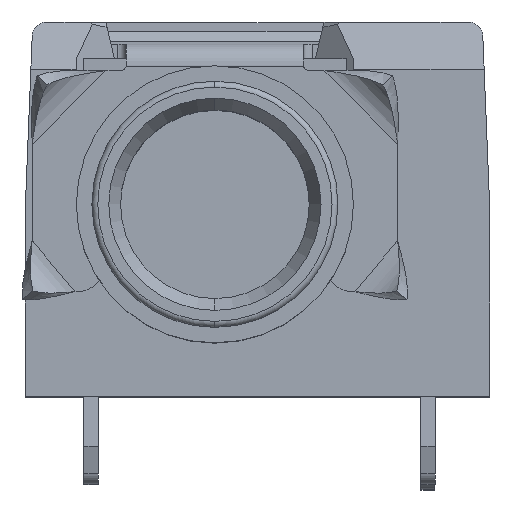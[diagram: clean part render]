
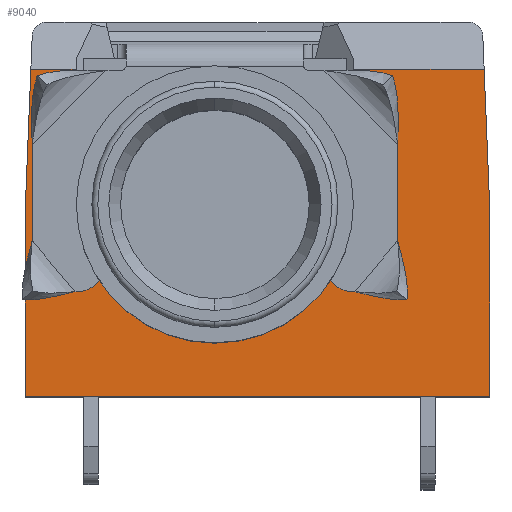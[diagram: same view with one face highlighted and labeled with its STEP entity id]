
A CAD part, top view. The second image highlights one B-rep face of the part: STEP entity #9040.
In plain terms, the highlighted planar face has unit normal (0, 0, 1).
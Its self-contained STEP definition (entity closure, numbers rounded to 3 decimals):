
#22=CARTESIAN_POINT('',(-4.665,-2.05,0.));
#23=DIRECTION('',(0.,0.,1.));
#24=DIRECTION('',(0.,-1.,0.));
#25=AXIS2_PLACEMENT_3D('',#22,#23,#24);
#27=DIRECTION('',(-0.287,-0.958,0.));
#28=VECTOR('',#27,0.792);
#29=CARTESIAN_POINT('',(-3.575,-1.55,0.));
#30=LINE('',#29,#28);
#31=DIRECTION('',(0.,1.,0.));
#32=VECTOR('',#31,0.504);
#33=CARTESIAN_POINT('',(-3.575,-1.55,0.));
#34=LINE('',#33,#32);
#35=DIRECTION('',(0.,1.,0.));
#36=VECTOR('',#35,0.504);
#37=CARTESIAN_POINT('',(3.575,-1.55,0.));
#38=LINE('',#37,#36);
#39=DIRECTION('',(-0.287,0.958,0.));
#40=VECTOR('',#39,0.792);
#41=CARTESIAN_POINT('',(3.803,-2.309,0.));
#42=LINE('',#41,#40);
#43=CARTESIAN_POINT('',(4.665,-2.05,0.));
#44=DIRECTION('',(0.,0.,1.));
#45=DIRECTION('',(-0.958,-0.287,0.));
#46=AXIS2_PLACEMENT_3D('',#43,#44,#45);
#48=DIRECTION('',(-1.,0.,0.));
#49=VECTOR('',#48,0.085);
#50=CARTESIAN_POINT('',(4.75,-2.95,0.));
#51=LINE('',#50,#49);
#52=DIRECTION('',(0.643,0.766,0.));
#53=VECTOR('',#52,2.256);
#54=CARTESIAN_POINT('',(4.75,-2.95,0.));
#55=LINE('',#54,#53);
#56=DIRECTION('',(0.,1.,0.));
#57=VECTOR('',#56,3.272);
#58=CARTESIAN_POINT('',(6.2,-1.222,0.));
#59=LINE('',#58,#57);
#60=DIRECTION('',(-0.707,0.707,0.));
#61=VECTOR('',#60,2.104);
#62=CARTESIAN_POINT('',(6.2,2.05,0.));
#63=LINE('',#62,#61);
#64=DIRECTION('',(0.,1.,0.));
#65=VECTOR('',#64,1.063);
#66=CARTESIAN_POINT('',(4.713,3.538,0.));
#67=LINE('',#66,#65);
#68=DIRECTION('',(1.,0.,0.));
#69=VECTOR('',#68,4.422);
#70=CARTESIAN_POINT('',(4.713,4.6,0.));
#71=LINE('',#70,#69);
#72=DIRECTION('',(0.04,-0.999,0.));
#73=VECTOR('',#72,4.604);
#74=CARTESIAN_POINT('',(9.135,4.6,0.));
#75=LINE('',#74,#73);
#76=DIRECTION('',(0.,-1.,0.));
#77=VECTOR('',#76,6.5);
#78=CARTESIAN_POINT('',(9.32,0.,0.));
#79=LINE('',#78,#77);
#80=DIRECTION('',(-1.,0.,0.));
#81=VECTOR('',#80,15.75);
#82=CARTESIAN_POINT('',(9.32,-6.5,0.));
#83=LINE('',#82,#81);
#84=DIRECTION('',(0.,1.,0.));
#85=VECTOR('',#84,6.5);
#86=CARTESIAN_POINT('',(-6.43,-6.5,0.));
#87=LINE('',#86,#85);
#88=DIRECTION('',(0.04,0.999,0.));
#89=VECTOR('',#88,4.604);
#90=CARTESIAN_POINT('',(-6.43,0.,0.));
#91=LINE('',#90,#89);
#92=DIRECTION('',(1.,0.,0.));
#93=VECTOR('',#92,1.532);
#94=CARTESIAN_POINT('',(-6.245,4.6,0.));
#95=LINE('',#94,#93);
#96=DIRECTION('',(0.,1.,0.));
#97=VECTOR('',#96,1.063);
#98=CARTESIAN_POINT('',(-4.713,3.538,0.));
#99=LINE('',#98,#97);
#100=DIRECTION('',(-0.707,-0.707,0.));
#101=VECTOR('',#100,2.104);
#102=CARTESIAN_POINT('',(-4.713,3.538,0.));
#103=LINE('',#102,#101);
#104=DIRECTION('',(0.,1.,0.));
#105=VECTOR('',#104,3.272);
#106=CARTESIAN_POINT('',(-6.2,-1.222,0.));
#107=LINE('',#106,#105);
#108=DIRECTION('',(0.643,-0.766,0.));
#109=VECTOR('',#108,2.256);
#110=CARTESIAN_POINT('',(-6.2,-1.222,0.));
#111=LINE('',#110,#109);
#112=DIRECTION('',(-1.,0.,0.));
#113=VECTOR('',#112,0.085);
#114=CARTESIAN_POINT('',(-4.665,-2.95,0.));
#115=LINE('',#114,#113);
#125=CARTESIAN_POINT('',(0.,0.,0.));
#126=DIRECTION('',(0.,0.,-1.));
#127=DIRECTION('',(0.96,-0.281,0.));
#128=AXIS2_PLACEMENT_3D('',#125,#126,#127);
#206=CARTESIAN_POINT('',(0.,0.,0.));
#207=DIRECTION('',(0.,0.,-1.));
#208=DIRECTION('',(0.,-1.,0.));
#209=AXIS2_PLACEMENT_3D('',#206,#207,#208);
#6977=CARTESIAN_POINT('',(9.32,-6.5,0.));
#6978=CARTESIAN_POINT('',(-6.43,-6.5,0.));
#6979=VERTEX_POINT('',#6977);
#6980=VERTEX_POINT('',#6978);
#6981=CARTESIAN_POINT('',(9.32,0.,0.));
#6982=VERTEX_POINT('',#6981);
#6989=CARTESIAN_POINT('',(-6.43,0.,0.));
#6990=VERTEX_POINT('',#6989);
#7510=CARTESIAN_POINT('',(-6.245,4.6,0.));
#7512=VERTEX_POINT('',#7510);
#7514=CARTESIAN_POINT('',(9.135,4.6,0.));
#7516=VERTEX_POINT('',#7514);
#7535=CARTESIAN_POINT('',(4.713,4.6,0.));
#7536=VERTEX_POINT('',#7535);
#7541=CARTESIAN_POINT('',(-4.713,4.6,0.));
#7542=VERTEX_POINT('',#7541);
#7593=CARTESIAN_POINT('',(0.,-3.725,0.));
#7594=VERTEX_POINT('',#7593);
#7830=CARTESIAN_POINT('',(-4.665,-2.95,0.));
#7831=CARTESIAN_POINT('',(-4.75,-2.95,0.));
#7832=VERTEX_POINT('',#7830);
#7833=VERTEX_POINT('',#7831);
#7834=CARTESIAN_POINT('',(-6.2,-1.222,0.));
#7835=CARTESIAN_POINT('',(-6.2,2.05,0.));
#7836=VERTEX_POINT('',#7834);
#7837=VERTEX_POINT('',#7835);
#7838=CARTESIAN_POINT('',(6.2,-1.222,0.));
#7839=CARTESIAN_POINT('',(6.2,2.05,0.));
#7840=VERTEX_POINT('',#7838);
#7841=VERTEX_POINT('',#7839);
#7842=CARTESIAN_POINT('',(4.75,-2.95,0.));
#7843=CARTESIAN_POINT('',(4.665,-2.95,0.));
#7844=VERTEX_POINT('',#7842);
#7845=VERTEX_POINT('',#7843);
#7846=CARTESIAN_POINT('',(4.713,3.538,0.));
#7847=VERTEX_POINT('',#7846);
#7848=CARTESIAN_POINT('',(-4.713,3.538,0.));
#7849=VERTEX_POINT('',#7848);
#7858=CARTESIAN_POINT('',(3.575,-1.046,0.));
#7859=VERTEX_POINT('',#7858);
#7868=CARTESIAN_POINT('',(-3.575,-1.046,0.));
#7869=VERTEX_POINT('',#7868);
#7870=CARTESIAN_POINT('',(3.803,-2.309,0.));
#7871=CARTESIAN_POINT('',(3.575,-1.55,0.));
#7872=VERTEX_POINT('',#7870);
#7873=VERTEX_POINT('',#7871);
#7874=CARTESIAN_POINT('',(-3.575,-1.55,0.));
#7875=VERTEX_POINT('',#7874);
#7876=CARTESIAN_POINT('',(-3.803,-2.309,0.));
#7877=VERTEX_POINT('',#7876);
#8983=CARTESIAN_POINT('',(0.,0.,0.));
#8984=DIRECTION('',(0.,0.,1.));
#8985=DIRECTION('',(1.,0.,0.));
#8986=AXIS2_PLACEMENT_3D('',#8983,#8984,#8985);
#8987=PLANE('',#8986);
#8989=ORIENTED_EDGE('',*,*,#8988,.T.);
#8991=ORIENTED_EDGE('',*,*,#8990,.F.);
#8993=ORIENTED_EDGE('',*,*,#8992,.T.);
#8995=ORIENTED_EDGE('',*,*,#8994,.F.);
#8997=ORIENTED_EDGE('',*,*,#8996,.F.);
#8999=ORIENTED_EDGE('',*,*,#8998,.F.);
#9001=ORIENTED_EDGE('',*,*,#9000,.F.);
#9003=ORIENTED_EDGE('',*,*,#9002,.T.);
#9005=ORIENTED_EDGE('',*,*,#9004,.F.);
#9007=ORIENTED_EDGE('',*,*,#9006,.T.);
#9009=ORIENTED_EDGE('',*,*,#9008,.T.);
#9011=ORIENTED_EDGE('',*,*,#9010,.T.);
#9013=ORIENTED_EDGE('',*,*,#9012,.T.);
#9015=ORIENTED_EDGE('',*,*,#9014,.T.);
#9017=ORIENTED_EDGE('',*,*,#9016,.T.);
#9019=ORIENTED_EDGE('',*,*,#9018,.T.);
#9021=ORIENTED_EDGE('',*,*,#9020,.T.);
#9023=ORIENTED_EDGE('',*,*,#9022,.T.);
#9025=ORIENTED_EDGE('',*,*,#9024,.T.);
#9027=ORIENTED_EDGE('',*,*,#9026,.T.);
#9029=ORIENTED_EDGE('',*,*,#9028,.F.);
#9031=ORIENTED_EDGE('',*,*,#9030,.T.);
#9033=ORIENTED_EDGE('',*,*,#9032,.F.);
#9035=ORIENTED_EDGE('',*,*,#9034,.T.);
#9037=ORIENTED_EDGE('',*,*,#9036,.F.);
#9038=EDGE_LOOP('',(#8989,#8991,#8993,#8995,#8997,#8999,#9001,#9003,#9005,#9007,
#9009,#9011,#9013,#9015,#9017,#9019,#9021,#9023,#9025,#9027,#9029,#9031,#9033,
#9035,#9037));
#9039=FACE_OUTER_BOUND('',#9038,.F.);
#9040=ADVANCED_FACE('',(#9039),#8987,.T.);
#26=CIRCLE('',#25,0.9);
#47=CIRCLE('',#46,0.9);
#129=CIRCLE('',#128,3.725);
#210=CIRCLE('',#209,3.725);
#8988=EDGE_CURVE('',#7832,#7877,#26,.T.);
#8990=EDGE_CURVE('',#7875,#7877,#30,.T.);
#8992=EDGE_CURVE('',#7875,#7869,#34,.T.);
#8994=EDGE_CURVE('',#7594,#7869,#210,.T.);
#8996=EDGE_CURVE('',#7859,#7594,#129,.T.);
#8998=EDGE_CURVE('',#7873,#7859,#38,.T.);
#9000=EDGE_CURVE('',#7872,#7873,#42,.T.);
#9002=EDGE_CURVE('',#7872,#7845,#47,.T.);
#9004=EDGE_CURVE('',#7844,#7845,#51,.T.);
#9006=EDGE_CURVE('',#7844,#7840,#55,.T.);
#9008=EDGE_CURVE('',#7840,#7841,#59,.T.);
#9010=EDGE_CURVE('',#7841,#7847,#63,.T.);
#9012=EDGE_CURVE('',#7847,#7536,#67,.T.);
#9014=EDGE_CURVE('',#7536,#7516,#71,.T.);
#9016=EDGE_CURVE('',#7516,#6982,#75,.T.);
#9018=EDGE_CURVE('',#6982,#6979,#79,.T.);
#9020=EDGE_CURVE('',#6979,#6980,#83,.T.);
#9022=EDGE_CURVE('',#6980,#6990,#87,.T.);
#9024=EDGE_CURVE('',#6990,#7512,#91,.T.);
#9026=EDGE_CURVE('',#7512,#7542,#95,.T.);
#9028=EDGE_CURVE('',#7849,#7542,#99,.T.);
#9030=EDGE_CURVE('',#7849,#7837,#103,.T.);
#9032=EDGE_CURVE('',#7836,#7837,#107,.T.);
#9034=EDGE_CURVE('',#7836,#7833,#111,.T.);
#9036=EDGE_CURVE('',#7832,#7833,#115,.T.);
